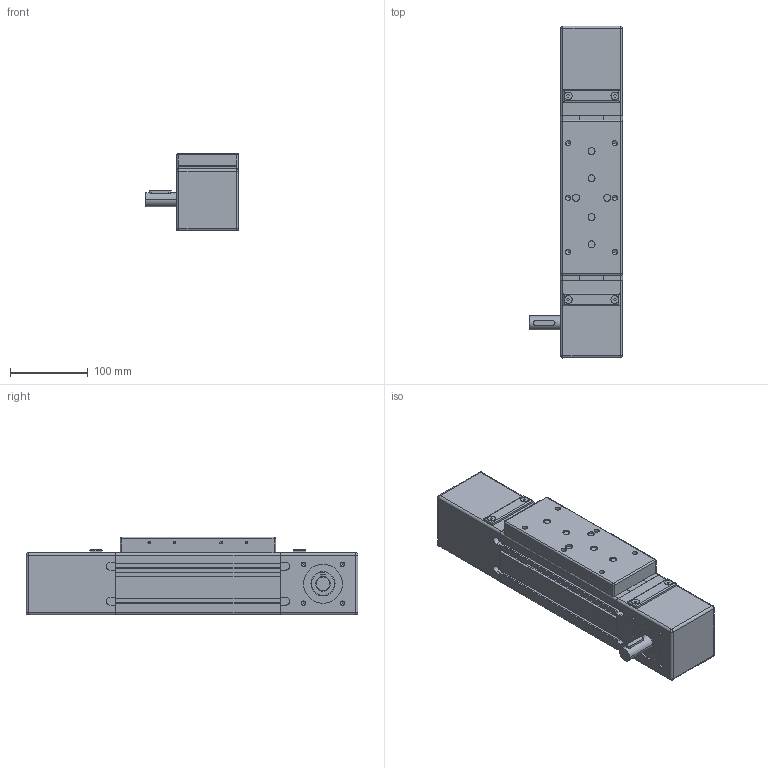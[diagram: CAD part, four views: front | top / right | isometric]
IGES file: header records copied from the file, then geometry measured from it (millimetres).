
Global section: file name: No Iges File Name specified; native system: Autodesk Inventor 2011; preprocessor: AutoDesk Inventor Iges Exporter R2011; author: Matej; date: 20110523.110901; units: millimetre
Bounding box: 120 x 427 x 100 mm (x, y, z)
Volume: 2889822.8 mm3; surface area: 285621.9 mm2
Topology: 4 solids, 13 shells, 567 faces, 1416 edges, 861 vertices
Faces by surface type: plane 195, bspline 136, revolution 114, cylinder 96, cone 14, sphere 12
